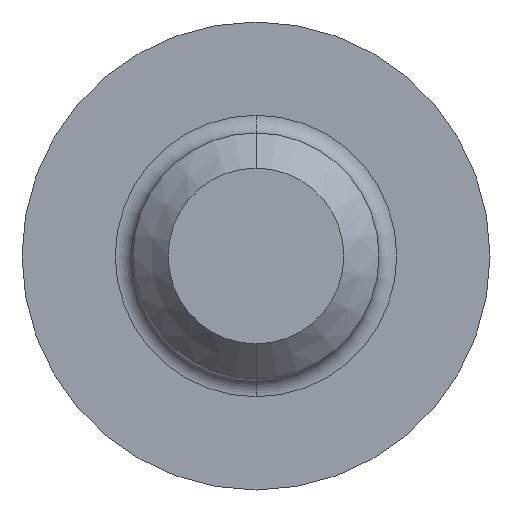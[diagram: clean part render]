
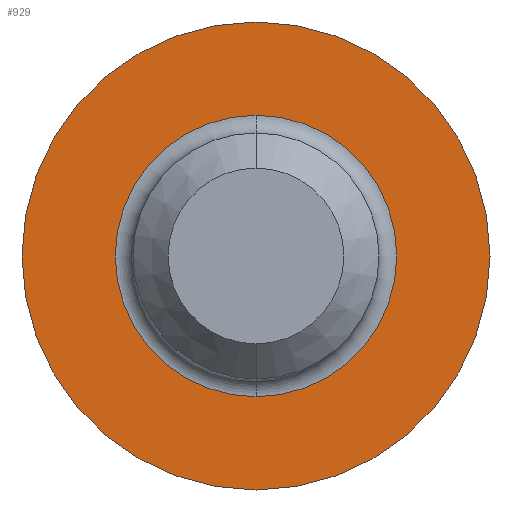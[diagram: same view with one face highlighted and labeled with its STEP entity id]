
A CAD part, front view. The second image highlights one B-rep face of the part: STEP entity #929.
In plain terms, the highlighted planar face has unit normal (0, -1, 0).
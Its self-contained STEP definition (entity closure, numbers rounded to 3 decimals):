
#9 = CARTESIAN_POINT ( 'NONE',  ( 0., 0., 3.962 ) ) ;
#76 = EDGE_CURVE ( 'NONE', #1284, #554, #449, .T. ) ;
#89 = CIRCLE ( 'NONE', #1045, 3.962 ) ;
#147 = DIRECTION ( 'NONE',  ( 0., -1., 0. ) ) ;
#149 = CARTESIAN_POINT ( 'NONE',  ( 0., 0., 2.383 ) ) ;
#169 = DIRECTION ( 'NONE',  ( 0., -1., 0. ) ) ;
#219 = ORIENTED_EDGE ( 'NONE', *, *, #76, .F. ) ;
#232 = ORIENTED_EDGE ( 'NONE', *, *, #286, .F. ) ;
#265 = EDGE_LOOP ( 'NONE', ( #476, #986 ) ) ;
#267 = VERTEX_POINT ( 'NONE', #1291 ) ;
#286 = EDGE_CURVE ( 'NONE', #554, #1284, #1171, .T. ) ;
#290 = FACE_OUTER_BOUND ( 'NONE', #265, .T. ) ;
#441 = DIRECTION ( 'NONE',  ( 0., 0., -1. ) ) ;
#445 = FACE_BOUND ( 'NONE', #821, .T. ) ;
#448 = DIRECTION ( 'NONE',  ( 0., -1., 0. ) ) ;
#449 = CIRCLE ( 'NONE', #578, 2.383 ) ;
#476 = ORIENTED_EDGE ( 'NONE', *, *, #1292, .T. ) ;
#481 = DIRECTION ( 'NONE',  ( 0., -1., 0. ) ) ;
#515 = DIRECTION ( 'NONE',  ( 0., 0., -1. ) ) ;
#554 = VERTEX_POINT ( 'NONE', #149 ) ;
#574 = CARTESIAN_POINT ( 'NONE',  ( 0., 0., 0. ) ) ;
#578 = AXIS2_PLACEMENT_3D ( 'NONE', #1044, #147, #441 ) ;
#626 = CIRCLE ( 'NONE', #1082, 3.962 ) ;
#698 = CARTESIAN_POINT ( 'NONE',  ( 0., 0., -2.383 ) ) ;
#720 = EDGE_CURVE ( 'NONE', #1218, #267, #89, .T. ) ;
#724 = CARTESIAN_POINT ( 'NONE',  ( 0., 0., 0. ) ) ;
#769 = CARTESIAN_POINT ( 'NONE',  ( 0., 0., 0. ) ) ;
#821 = EDGE_LOOP ( 'NONE', ( #219, #232 ) ) ;
#829 = DIRECTION ( 'NONE',  ( 0., -1., 0. ) ) ;
#870 = DIRECTION ( 'NONE',  ( 0., 0., -1. ) ) ;
#871 = DIRECTION ( 'NONE',  ( 0., 0., -1. ) ) ;
#929 = ADVANCED_FACE ( 'NONE', ( #445, #290 ), #1274, .T. ) ;
#958 = AXIS2_PLACEMENT_3D ( 'NONE', #574, #448, #871 ) ;
#986 = ORIENTED_EDGE ( 'NONE', *, *, #720, .T. ) ;
#1004 = CARTESIAN_POINT ( 'NONE',  ( 0., 0., 0. ) ) ;
#1044 = CARTESIAN_POINT ( 'NONE',  ( 0., 0., 0. ) ) ;
#1045 = AXIS2_PLACEMENT_3D ( 'NONE', #769, #169, #870 ) ;
#1082 = AXIS2_PLACEMENT_3D ( 'NONE', #724, #829, #515 ) ;
#1171 = CIRCLE ( 'NONE', #1188, 2.383 ) ;
#1188 = AXIS2_PLACEMENT_3D ( 'NONE', #1004, #481, #1189 ) ;
#1189 = DIRECTION ( 'NONE',  ( 0., 0., -1. ) ) ;
#1218 = VERTEX_POINT ( 'NONE', #9 ) ;
#1274 = PLANE ( 'NONE',  #958 ) ;
#1284 = VERTEX_POINT ( 'NONE', #698 ) ;
#1291 = CARTESIAN_POINT ( 'NONE',  ( 0., 0., -3.962 ) ) ;
#1292 = EDGE_CURVE ( 'NONE', #267, #1218, #626, .T. ) ;
